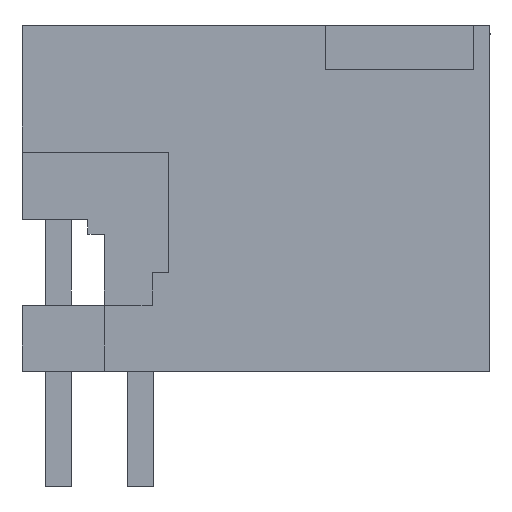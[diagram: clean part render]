
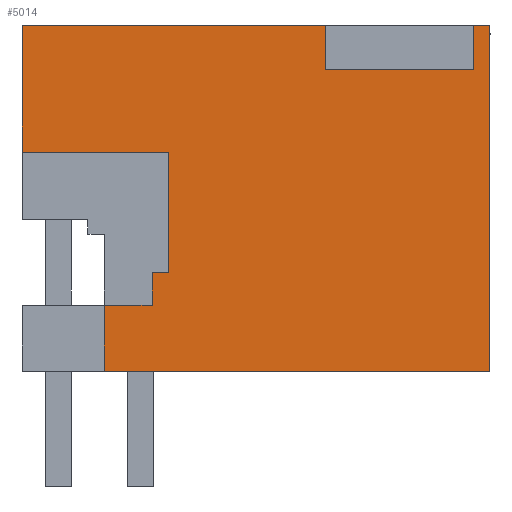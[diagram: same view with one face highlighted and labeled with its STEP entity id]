
A CAD part, left-side view. The second image highlights one B-rep face of the part: STEP entity #5014.
In plain terms, the highlighted planar face has unit normal (-1, 0, 0).
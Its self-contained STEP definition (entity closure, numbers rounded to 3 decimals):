
#4951=AXIS2_PLACEMENT_3D('Plane Axis2P3D',#4948,#4949,#4950) ;
#382=CARTESIAN_POINT('Vertex',(0.,11.7,3.5)) ;
#385=CARTESIAN_POINT('Line Origine',(0.,11.7,4.5)) ;
#389=CARTESIAN_POINT('Vertex',(0.,11.7,5.5)) ;
#423=CARTESIAN_POINT('Line Origine',(0.,10.975,5.5)) ;
#427=CARTESIAN_POINT('Vertex',(0.,10.25,5.5)) ;
#465=CARTESIAN_POINT('Line Origine',(0.,10.25,6.)) ;
#469=CARTESIAN_POINT('Vertex',(0.,10.25,6.5)) ;
#491=CARTESIAN_POINT('Line Origine',(0.,10.,6.5)) ;
#495=CARTESIAN_POINT('Vertex',(0.,9.75,6.5)) ;
#531=CARTESIAN_POINT('Line Origine',(0.,9.75,8.325)) ;
#535=CARTESIAN_POINT('Vertex',(0.,9.75,10.15)) ;
#745=CARTESIAN_POINT('Vertex',(0.,14.2,10.15)) ;
#748=CARTESIAN_POINT('Line Origine',(0.,14.2,12.075)) ;
#752=CARTESIAN_POINT('Vertex',(0.,14.2,14.)) ;
#3573=CARTESIAN_POINT('Vertex',(0.,0.,3.5)) ;
#3576=CARTESIAN_POINT('Line Origine',(0.,5.85,3.5)) ;
#4948=CARTESIAN_POINT('Axis2P3D Location',(0.,17.7,14.)) ;
#4953=CARTESIAN_POINT('Line Origine',(0.,9.6,14.)) ;
#4957=CARTESIAN_POINT('Vertex',(0.,5.,14.)) ;
#4960=CARTESIAN_POINT('Line Origine',(0.,11.975,10.15)) ;
#4965=CARTESIAN_POINT('Line Origine',(0.,0.,8.75)) ;
#4969=CARTESIAN_POINT('Vertex',(0.,0.,14.)) ;
#4972=CARTESIAN_POINT('Line Origine',(0.,0.25,14.)) ;
#4976=CARTESIAN_POINT('Vertex',(0.,0.5,14.)) ;
#4979=CARTESIAN_POINT('Line Origine',(0.,0.5,13.325)) ;
#4983=CARTESIAN_POINT('Vertex',(0.,0.5,12.65)) ;
#4986=CARTESIAN_POINT('Line Origine',(0.,2.75,12.65)) ;
#4990=CARTESIAN_POINT('Vertex',(0.,5.,12.65)) ;
#4993=CARTESIAN_POINT('Line Origine',(0.,5.,13.325)) ;
#386=DIRECTION('Vector Direction',(0.,0.,1.)) ;
#424=DIRECTION('Vector Direction',(0.,1.,0.)) ;
#466=DIRECTION('Vector Direction',(0.,0.,1.)) ;
#492=DIRECTION('Vector Direction',(0.,-1.,0.)) ;
#532=DIRECTION('Vector Direction',(0.,0.,1.)) ;
#749=DIRECTION('Vector Direction',(0.,0.,1.)) ;
#3577=DIRECTION('Vector Direction',(0.,-1.,0.)) ;
#4949=DIRECTION('Axis2P3D Direction',(-1.,0.,0.)) ;
#4950=DIRECTION('Axis2P3D XDirection',(0.,-1.,0.)) ;
#4954=DIRECTION('Vector Direction',(0.,-1.,0.)) ;
#4961=DIRECTION('Vector Direction',(0.,-1.,0.)) ;
#4966=DIRECTION('Vector Direction',(0.,0.,1.)) ;
#4973=DIRECTION('Vector Direction',(0.,-1.,0.)) ;
#4980=DIRECTION('Vector Direction',(0.,0.,-1.)) ;
#4987=DIRECTION('Vector Direction',(0.,1.,0.)) ;
#4994=DIRECTION('Vector Direction',(0.,0.,-1.)) ;
#387=VECTOR('Line Direction',#386,1.) ;
#425=VECTOR('Line Direction',#424,1.) ;
#467=VECTOR('Line Direction',#466,1.) ;
#493=VECTOR('Line Direction',#492,1.) ;
#533=VECTOR('Line Direction',#532,1.) ;
#750=VECTOR('Line Direction',#749,1.) ;
#3578=VECTOR('Line Direction',#3577,1.) ;
#4955=VECTOR('Line Direction',#4954,1.) ;
#4962=VECTOR('Line Direction',#4961,1.) ;
#4967=VECTOR('Line Direction',#4966,1.) ;
#4974=VECTOR('Line Direction',#4973,1.) ;
#4981=VECTOR('Line Direction',#4980,1.) ;
#4988=VECTOR('Line Direction',#4987,1.) ;
#4995=VECTOR('Line Direction',#4994,1.) ;
#4999=ORIENTED_EDGE('',*,*,#4959,.T.) ;
#5000=ORIENTED_EDGE('',*,*,#754,.T.) ;
#5001=ORIENTED_EDGE('',*,*,#4964,.T.) ;
#5002=ORIENTED_EDGE('',*,*,#537,.T.) ;
#5003=ORIENTED_EDGE('',*,*,#497,.T.) ;
#5004=ORIENTED_EDGE('',*,*,#471,.T.) ;
#5005=ORIENTED_EDGE('',*,*,#429,.T.) ;
#5006=ORIENTED_EDGE('',*,*,#391,.T.) ;
#5007=ORIENTED_EDGE('',*,*,#3580,.T.) ;
#5008=ORIENTED_EDGE('',*,*,#4971,.T.) ;
#5009=ORIENTED_EDGE('',*,*,#4978,.T.) ;
#5010=ORIENTED_EDGE('',*,*,#4985,.F.) ;
#5011=ORIENTED_EDGE('',*,*,#4992,.F.) ;
#5012=ORIENTED_EDGE('',*,*,#4997,.F.) ;
#5014=ADVANCED_FACE('HOUSING',(#5013),#4952,.T.) ;
#391=EDGE_CURVE('',#390,#383,#388,.F.) ;
#429=EDGE_CURVE('',#428,#390,#426,.T.) ;
#471=EDGE_CURVE('',#470,#428,#468,.F.) ;
#497=EDGE_CURVE('',#496,#470,#494,.F.) ;
#537=EDGE_CURVE('',#536,#496,#534,.F.) ;
#754=EDGE_CURVE('',#753,#746,#751,.F.) ;
#3580=EDGE_CURVE('',#383,#3574,#3579,.T.) ;
#4959=EDGE_CURVE('',#4958,#753,#4956,.F.) ;
#4964=EDGE_CURVE('',#746,#536,#4963,.T.) ;
#4971=EDGE_CURVE('',#3574,#4970,#4968,.T.) ;
#4978=EDGE_CURVE('',#4970,#4977,#4975,.F.) ;
#4985=EDGE_CURVE('',#4984,#4977,#4982,.F.) ;
#4992=EDGE_CURVE('',#4991,#4984,#4989,.F.) ;
#4997=EDGE_CURVE('',#4958,#4991,#4996,.T.) ;
#4998=EDGE_LOOP('',(#4999,#5000,#5001,#5002,#5003,#5004,#5005,#5006,#5007,#5008,#5009,#5010,#5011,#5012)) ;
#5013=FACE_OUTER_BOUND('',#4998,.T.) ;
#388=LINE('Line',#385,#387) ;
#426=LINE('Line',#423,#425) ;
#468=LINE('Line',#465,#467) ;
#494=LINE('Line',#491,#493) ;
#534=LINE('Line',#531,#533) ;
#751=LINE('Line',#748,#750) ;
#3579=LINE('Line',#3576,#3578) ;
#4956=LINE('Line',#4953,#4955) ;
#4963=LINE('Line',#4960,#4962) ;
#4968=LINE('Line',#4965,#4967) ;
#4975=LINE('Line',#4972,#4974) ;
#4982=LINE('Line',#4979,#4981) ;
#4989=LINE('Line',#4986,#4988) ;
#4996=LINE('Line',#4993,#4995) ;
#4952=PLANE('',#4951) ;
#383=VERTEX_POINT('',#382) ;
#390=VERTEX_POINT('',#389) ;
#428=VERTEX_POINT('',#427) ;
#470=VERTEX_POINT('',#469) ;
#496=VERTEX_POINT('',#495) ;
#536=VERTEX_POINT('',#535) ;
#746=VERTEX_POINT('',#745) ;
#753=VERTEX_POINT('',#752) ;
#3574=VERTEX_POINT('',#3573) ;
#4958=VERTEX_POINT('',#4957) ;
#4970=VERTEX_POINT('',#4969) ;
#4977=VERTEX_POINT('',#4976) ;
#4984=VERTEX_POINT('',#4983) ;
#4991=VERTEX_POINT('',#4990) ;
